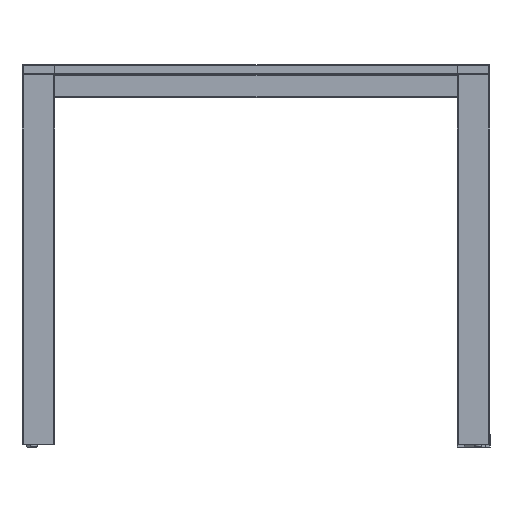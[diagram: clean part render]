
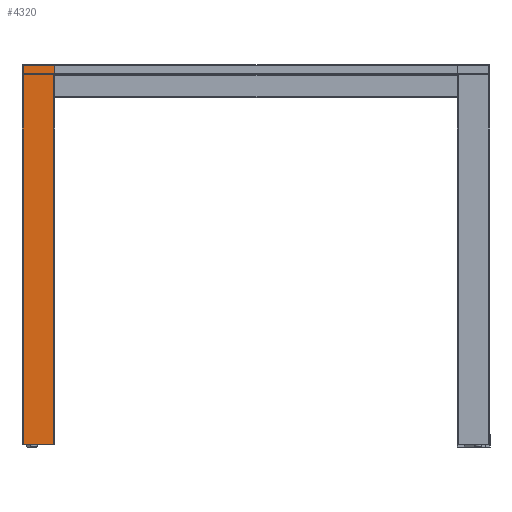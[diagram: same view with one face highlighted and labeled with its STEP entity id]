
A CAD part, left-side view. The second image highlights one B-rep face of the part: STEP entity #4320.
In plain terms, the highlighted planar face has unit normal (-1, 0, 0).
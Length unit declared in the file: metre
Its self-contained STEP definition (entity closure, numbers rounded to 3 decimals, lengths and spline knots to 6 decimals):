
#4320=ADVANCED_FACE('',(#12534),#12535,.T.);
#12534=FACE_OUTER_BOUND('',#25643,.T.);
#12535=PLANE('',#25644);
#25643=EDGE_LOOP('',(#38892,#38893,#38894,#38895));
#25644=AXIS2_PLACEMENT_3D('',#38896,#38897,#38898);
#38892=ORIENTED_EDGE('',*,*,#75164,.T.);
#38893=ORIENTED_EDGE('',*,*,#75181,.F.);
#38894=ORIENTED_EDGE('',*,*,#75182,.F.);
#38895=ORIENTED_EDGE('',*,*,#75172,.T.);
#38896=CARTESIAN_POINT('',(-0.8058,0.030375,0.568734));
#38897=DIRECTION('',(-1.,0.,0.));
#38898=DIRECTION('',(0.,1.,0.));
#75164=EDGE_CURVE('',#89697,#89695,#89698,.T.);
#75172=EDGE_CURVE('',#89711,#89697,#89712,.T.);
#75181=EDGE_CURVE('',#89724,#89695,#89725,.T.);
#75182=EDGE_CURVE('',#89711,#89724,#89726,.T.);
#89695=VERTEX_POINT('',#111365);
#89697=VERTEX_POINT('',#111367);
#89698=LINE('',#111368,#111369);
#89711=VERTEX_POINT('',#111387);
#89712=LINE('',#111388,#111389);
#89724=VERTEX_POINT('',#111406);
#89725=LINE('',#111407,#111408);
#89726=LINE('',#111409,#111410);
#111365=CARTESIAN_POINT('',(-0.8058,0.030375,0.931734));
#111367=CARTESIAN_POINT('',(-0.8058,-0.031075,0.931734));
#111368=CARTESIAN_POINT('',(-0.8058,0.030375,0.931734));
#111369=VECTOR('',#142885,1.0);
#111387=CARTESIAN_POINT('',(-0.8058,-0.031075,0.201734));
#111388=CARTESIAN_POINT('',(-0.8058,-0.031075,0.568734));
#111389=VECTOR('',#142894,1.0);
#111406=CARTESIAN_POINT('',(-0.8058,0.030375,0.201734));
#111407=CARTESIAN_POINT('',(-0.8058,0.030375,0.568734));
#111408=VECTOR('',#142903,1.0);
#111409=CARTESIAN_POINT('',(-0.8058,0.030375,0.201734));
#111410=VECTOR('',#142904,1.0);
#142885=DIRECTION('',(0.,1.,0.));
#142894=DIRECTION('',(0.,0.,1.0));
#142903=DIRECTION('',(0.,0.,1.0));
#142904=DIRECTION('',(0.,1.,0.));
